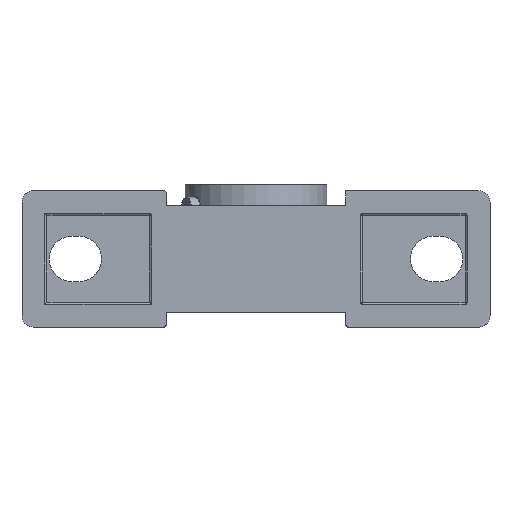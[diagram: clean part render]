
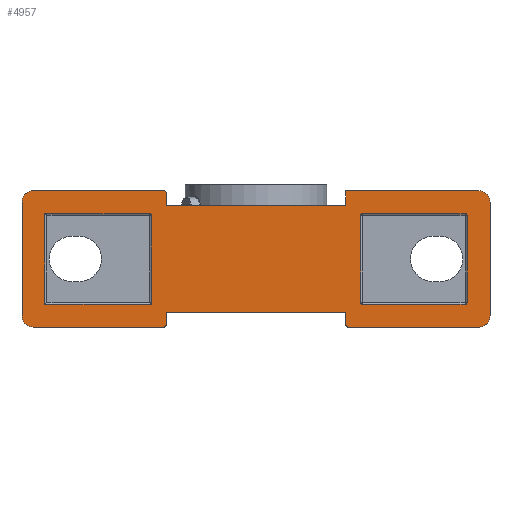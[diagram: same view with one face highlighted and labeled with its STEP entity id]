
A CAD part, front view. The second image highlights one B-rep face of the part: STEP entity #4957.
In plain terms, the highlighted planar face has unit normal (0, -1, 0).
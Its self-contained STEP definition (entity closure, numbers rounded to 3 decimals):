
#2=DIRECTION('',(0.,0.,1.));
#3=VECTOR('',#2,39.);
#4=CARTESIAN_POINT('',(-46.,-56.5,-20.));
#5=LINE('',#4,#3);
#6=DIRECTION('',(-1.,0.,0.));
#7=VECTOR('',#6,46.);
#8=CARTESIAN_POINT('',(-47.,-56.5,20.));
#9=LINE('',#8,#7);
#10=DIRECTION('',(0.,0.,-1.));
#11=VECTOR('',#10,40.);
#12=CARTESIAN_POINT('',(-93.,-56.5,20.));
#13=LINE('',#12,#11);
#14=DIRECTION('',(1.,0.,0.));
#15=VECTOR('',#14,47.);
#16=CARTESIAN_POINT('',(-93.,-56.5,-20.));
#17=LINE('',#16,#15);
#18=DIRECTION('',(0.,0.,1.));
#19=VECTOR('',#18,38.);
#20=CARTESIAN_POINT('',(93.,-56.5,-19.));
#21=LINE('',#20,#19);
#22=DIRECTION('',(-1.,0.,0.));
#23=VECTOR('',#22,45.);
#24=CARTESIAN_POINT('',(92.,-56.5,20.));
#25=LINE('',#24,#23);
#26=DIRECTION('',(0.,0.,-1.));
#27=VECTOR('',#26,38.);
#28=CARTESIAN_POINT('',(46.,-56.5,19.));
#29=LINE('',#28,#27);
#30=DIRECTION('',(1.,0.,0.));
#31=VECTOR('',#30,45.);
#32=CARTESIAN_POINT('',(47.,-56.5,-20.));
#33=LINE('',#32,#31);
#34=CARTESIAN_POINT('',(98.,-56.5,-25.));
#35=DIRECTION('',(0.,-1.,0.));
#36=DIRECTION('',(0.,0.,-1.));
#37=AXIS2_PLACEMENT_3D('',#34,#35,#36);
#39=DIRECTION('',(-1.,0.,0.));
#40=VECTOR('',#39,57.5);
#41=CARTESIAN_POINT('',(98.,-56.5,-30.));
#42=LINE('',#41,#40);
#43=CARTESIAN_POINT('',(40.5,-56.5,-29.));
#44=DIRECTION('',(0.,-1.,0.));
#45=DIRECTION('',(-1.,0.,0.));
#46=AXIS2_PLACEMENT_3D('',#43,#44,#45);
#48=DIRECTION('',(1.,0.,0.));
#49=VECTOR('',#48,79.);
#50=CARTESIAN_POINT('',(-39.5,-56.5,-23.6));
#51=LINE('',#50,#49);
#52=CARTESIAN_POINT('',(-40.5,-56.5,-29.));
#53=DIRECTION('',(0.,-1.,0.));
#54=DIRECTION('',(0.,0.,-1.));
#55=AXIS2_PLACEMENT_3D('',#52,#53,#54);
#57=DIRECTION('',(-1.,0.,0.));
#58=VECTOR('',#57,57.5);
#59=CARTESIAN_POINT('',(-40.5,-56.5,-30.));
#60=LINE('',#59,#58);
#61=CARTESIAN_POINT('',(-98.,-56.5,-25.));
#62=DIRECTION('',(0.,-1.,0.));
#63=DIRECTION('',(-1.,0.,0.));
#64=AXIS2_PLACEMENT_3D('',#61,#62,#63);
#66=DIRECTION('',(0.,0.,1.));
#67=VECTOR('',#66,50.);
#68=CARTESIAN_POINT('',(-103.,-56.5,-25.));
#69=LINE('',#68,#67);
#70=CARTESIAN_POINT('',(-98.,-56.5,25.));
#71=DIRECTION('',(0.,-1.,0.));
#72=DIRECTION('',(0.,0.,1.));
#73=AXIS2_PLACEMENT_3D('',#70,#71,#72);
#75=DIRECTION('',(1.,0.,0.));
#76=VECTOR('',#75,57.5);
#77=CARTESIAN_POINT('',(-98.,-56.5,30.));
#78=LINE('',#77,#76);
#79=CARTESIAN_POINT('',(-40.5,-56.5,29.));
#80=DIRECTION('',(0.,-1.,0.));
#81=DIRECTION('',(1.,0.,0.));
#82=AXIS2_PLACEMENT_3D('',#79,#80,#81);
#84=DIRECTION('',(-1.,0.,0.));
#85=VECTOR('',#84,79.);
#86=CARTESIAN_POINT('',(39.5,-56.5,23.6));
#87=LINE('',#86,#85);
#88=DIRECTION('',(1.,0.,0.));
#89=VECTOR('',#88,58.5);
#90=CARTESIAN_POINT('',(39.5,-56.5,30.));
#91=LINE('',#90,#89);
#92=CARTESIAN_POINT('',(98.,-56.5,25.));
#93=DIRECTION('',(0.,-1.,0.));
#94=DIRECTION('',(1.,0.,0.));
#95=AXIS2_PLACEMENT_3D('',#92,#93,#94);
#97=DIRECTION('',(0.,0.,-1.));
#98=VECTOR('',#97,50.);
#99=CARTESIAN_POINT('',(103.,-56.5,25.));
#100=LINE('',#99,#98);
#113=CARTESIAN_POINT('',(-47.,-56.5,19.));
#114=DIRECTION('',(0.,1.,0.));
#115=DIRECTION('',(0.,0.,1.));
#116=AXIS2_PLACEMENT_3D('',#113,#114,#115);
#1440=DIRECTION('',(0.,0.,-1.));
#1441=VECTOR('',#1440,6.4);
#1442=CARTESIAN_POINT('',(39.5,-56.5,30.));
#1443=LINE('',#1442,#1441);
#1452=DIRECTION('',(0.,0.,1.));
#1453=VECTOR('',#1452,5.4);
#1454=CARTESIAN_POINT('',(-39.5,-56.5,23.6));
#1455=LINE('',#1454,#1453);
#1620=DIRECTION('',(0.,0.,-1.));
#1621=VECTOR('',#1620,5.4);
#1622=CARTESIAN_POINT('',(39.5,-56.5,-23.6));
#1623=LINE('',#1622,#1621);
#2021=DIRECTION('',(0.,0.,1.));
#2022=VECTOR('',#2021,5.4);
#2023=CARTESIAN_POINT('',(-39.5,-56.5,-29.));
#2024=LINE('',#2023,#2022);
#3658=CARTESIAN_POINT('',(47.,-56.5,-19.));
#3659=DIRECTION('',(0.,1.,0.));
#3660=DIRECTION('',(0.,0.,-1.));
#3661=AXIS2_PLACEMENT_3D('',#3658,#3659,#3660);
#3675=CARTESIAN_POINT('',(47.,-56.5,19.));
#3676=DIRECTION('',(0.,1.,0.));
#3677=DIRECTION('',(-1.,0.,0.));
#3678=AXIS2_PLACEMENT_3D('',#3675,#3676,#3677);
#3692=CARTESIAN_POINT('',(92.,-56.5,19.));
#3693=DIRECTION('',(0.,1.,0.));
#3694=DIRECTION('',(0.,0.,1.));
#3695=AXIS2_PLACEMENT_3D('',#3692,#3693,#3694);
#3709=CARTESIAN_POINT('',(92.,-56.5,-19.));
#3710=DIRECTION('',(0.,1.,0.));
#3711=DIRECTION('',(1.,0.,0.));
#3712=AXIS2_PLACEMENT_3D('',#3709,#3710,#3711);
#3782=CARTESIAN_POINT('',(-39.5,-56.5,-23.6));
#3783=CARTESIAN_POINT('',(39.5,-56.5,-23.6));
#3784=VERTEX_POINT('',#3782);
#3785=VERTEX_POINT('',#3783);
#3786=CARTESIAN_POINT('',(39.5,-56.5,23.6));
#3787=CARTESIAN_POINT('',(-39.5,-56.5,23.6));
#3788=VERTEX_POINT('',#3786);
#3789=VERTEX_POINT('',#3787);
#3802=CARTESIAN_POINT('',(39.5,-56.5,30.));
#3803=VERTEX_POINT('',#3802);
#3848=CARTESIAN_POINT('',(-93.,-56.5,20.));
#3849=CARTESIAN_POINT('',(-93.,-56.5,-20.));
#3850=VERTEX_POINT('',#3848);
#3851=VERTEX_POINT('',#3849);
#3852=CARTESIAN_POINT('',(-46.,-56.5,-20.));
#3853=VERTEX_POINT('',#3852);
#3874=CARTESIAN_POINT('',(-40.5,-56.5,-30.));
#3875=CARTESIAN_POINT('',(-39.5,-56.5,-29.));
#3876=VERTEX_POINT('',#3874);
#3877=VERTEX_POINT('',#3875);
#3897=CARTESIAN_POINT('',(-39.5,-56.5,29.));
#3898=CARTESIAN_POINT('',(-40.5,-56.5,30.));
#3899=VERTEX_POINT('',#3897);
#3900=VERTEX_POINT('',#3898);
#3903=CARTESIAN_POINT('',(39.5,-56.5,-29.));
#3904=CARTESIAN_POINT('',(40.5,-56.5,-30.));
#3905=VERTEX_POINT('',#3903);
#3906=VERTEX_POINT('',#3904);
#3952=CARTESIAN_POINT('',(-46.,-56.5,19.));
#3954=VERTEX_POINT('',#3952);
#3956=CARTESIAN_POINT('',(-47.,-56.5,20.));
#3957=VERTEX_POINT('',#3956);
#3966=CARTESIAN_POINT('',(93.,-56.5,19.));
#3968=VERTEX_POINT('',#3966);
#3970=CARTESIAN_POINT('',(92.,-56.5,20.));
#3972=VERTEX_POINT('',#3970);
#3974=CARTESIAN_POINT('',(46.,-56.5,-19.));
#3976=VERTEX_POINT('',#3974);
#3978=CARTESIAN_POINT('',(47.,-56.5,-20.));
#3980=VERTEX_POINT('',#3978);
#3988=CARTESIAN_POINT('',(92.,-56.5,-20.));
#3989=VERTEX_POINT('',#3988);
#3990=CARTESIAN_POINT('',(93.,-56.5,-19.));
#3992=VERTEX_POINT('',#3990);
#4000=CARTESIAN_POINT('',(47.,-56.5,20.));
#4001=VERTEX_POINT('',#4000);
#4002=CARTESIAN_POINT('',(46.,-56.5,19.));
#4004=VERTEX_POINT('',#4002);
#4006=CARTESIAN_POINT('',(98.,-56.5,-30.));
#4007=CARTESIAN_POINT('',(103.,-56.5,-25.));
#4008=VERTEX_POINT('',#4006);
#4009=VERTEX_POINT('',#4007);
#4017=CARTESIAN_POINT('',(103.,-56.5,25.));
#4018=CARTESIAN_POINT('',(98.,-56.5,30.));
#4019=VERTEX_POINT('',#4017);
#4020=VERTEX_POINT('',#4018);
#4028=CARTESIAN_POINT('',(-103.,-56.5,-25.));
#4029=CARTESIAN_POINT('',(-98.,-56.5,-30.));
#4030=VERTEX_POINT('',#4028);
#4031=VERTEX_POINT('',#4029);
#4043=CARTESIAN_POINT('',(-103.,-56.5,25.));
#4044=VERTEX_POINT('',#4043);
#4045=CARTESIAN_POINT('',(-98.,-56.5,30.));
#4046=VERTEX_POINT('',#4045);
#4882=CARTESIAN_POINT('',(0.,-56.5,0.));
#4883=DIRECTION('',(0.,1.,0.));
#4884=DIRECTION('',(1.,0.,0.));
#4885=AXIS2_PLACEMENT_3D('',#4882,#4883,#4884);
#4886=PLANE('',#4885);
#4888=ORIENTED_EDGE('',*,*,#4887,.F.);
#4890=ORIENTED_EDGE('',*,*,#4889,.T.);
#4892=ORIENTED_EDGE('',*,*,#4891,.F.);
#4894=ORIENTED_EDGE('',*,*,#4893,.F.);
#4896=ORIENTED_EDGE('',*,*,#4895,.F.);
#4898=ORIENTED_EDGE('',*,*,#4897,.F.);
#4900=ORIENTED_EDGE('',*,*,#4899,.F.);
#4902=ORIENTED_EDGE('',*,*,#4901,.T.);
#4904=ORIENTED_EDGE('',*,*,#4903,.F.);
#4906=ORIENTED_EDGE('',*,*,#4905,.T.);
#4908=ORIENTED_EDGE('',*,*,#4907,.F.);
#4910=ORIENTED_EDGE('',*,*,#4909,.T.);
#4912=ORIENTED_EDGE('',*,*,#4911,.F.);
#4914=ORIENTED_EDGE('',*,*,#4913,.F.);
#4916=ORIENTED_EDGE('',*,*,#4915,.F.);
#4918=ORIENTED_EDGE('',*,*,#4917,.F.);
#4920=ORIENTED_EDGE('',*,*,#4919,.T.);
#4922=ORIENTED_EDGE('',*,*,#4921,.F.);
#4924=ORIENTED_EDGE('',*,*,#4923,.T.);
#4925=EDGE_LOOP('',(#4888,#4890,#4892,#4894,#4896,#4898,#4900,#4902,#4904,#4906,
#4908,#4910,#4912,#4914,#4916,#4918,#4920,#4922,#4924));
#4926=FACE_OUTER_BOUND('',#4925,.F.);
#4928=ORIENTED_EDGE('',*,*,#4927,.T.);
#4930=ORIENTED_EDGE('',*,*,#4929,.F.);
#4932=ORIENTED_EDGE('',*,*,#4931,.T.);
#4934=ORIENTED_EDGE('',*,*,#4933,.F.);
#4936=ORIENTED_EDGE('',*,*,#4935,.T.);
#4938=ORIENTED_EDGE('',*,*,#4937,.F.);
#4940=ORIENTED_EDGE('',*,*,#4939,.T.);
#4942=ORIENTED_EDGE('',*,*,#4941,.F.);
#4943=EDGE_LOOP('',(#4928,#4930,#4932,#4934,#4936,#4938,#4940,#4942));
#4944=FACE_BOUND('',#4943,.F.);
#4946=ORIENTED_EDGE('',*,*,#4945,.T.);
#4948=ORIENTED_EDGE('',*,*,#4947,.F.);
#4950=ORIENTED_EDGE('',*,*,#4949,.T.);
#4952=ORIENTED_EDGE('',*,*,#4951,.T.);
#4954=ORIENTED_EDGE('',*,*,#4953,.T.);
#4955=EDGE_LOOP('',(#4946,#4948,#4950,#4952,#4954));
#4956=FACE_BOUND('',#4955,.F.);
#4957=ADVANCED_FACE('',(#4926,#4944,#4956),#4886,.F.);
#38=CIRCLE('',#37,5.);
#47=CIRCLE('',#46,1.);
#56=CIRCLE('',#55,1.);
#65=CIRCLE('',#64,5.);
#74=CIRCLE('',#73,5.);
#83=CIRCLE('',#82,1.);
#96=CIRCLE('',#95,5.);
#117=CIRCLE('',#116,1.);
#3662=CIRCLE('',#3661,1.);
#3679=CIRCLE('',#3678,1.);
#3696=CIRCLE('',#3695,1.);
#3713=CIRCLE('',#3712,1.);
#4887=EDGE_CURVE('',#4008,#4009,#38,.T.);
#4889=EDGE_CURVE('',#4008,#3906,#42,.T.);
#4891=EDGE_CURVE('',#3905,#3906,#47,.T.);
#4893=EDGE_CURVE('',#3785,#3905,#1623,.T.);
#4895=EDGE_CURVE('',#3784,#3785,#51,.T.);
#4897=EDGE_CURVE('',#3877,#3784,#2024,.T.);
#4899=EDGE_CURVE('',#3876,#3877,#56,.T.);
#4901=EDGE_CURVE('',#3876,#4031,#60,.T.);
#4903=EDGE_CURVE('',#4030,#4031,#65,.T.);
#4905=EDGE_CURVE('',#4030,#4044,#69,.T.);
#4907=EDGE_CURVE('',#4046,#4044,#74,.T.);
#4909=EDGE_CURVE('',#4046,#3900,#78,.T.);
#4911=EDGE_CURVE('',#3899,#3900,#83,.T.);
#4913=EDGE_CURVE('',#3789,#3899,#1455,.T.);
#4915=EDGE_CURVE('',#3788,#3789,#87,.T.);
#4917=EDGE_CURVE('',#3803,#3788,#1443,.T.);
#4919=EDGE_CURVE('',#3803,#4020,#91,.T.);
#4921=EDGE_CURVE('',#4019,#4020,#96,.T.);
#4923=EDGE_CURVE('',#4019,#4009,#100,.T.);
#4927=EDGE_CURVE('',#3992,#3968,#21,.T.);
#4929=EDGE_CURVE('',#3972,#3968,#3696,.T.);
#4931=EDGE_CURVE('',#3972,#4001,#25,.T.);
#4933=EDGE_CURVE('',#4004,#4001,#3679,.T.);
#4935=EDGE_CURVE('',#4004,#3976,#29,.T.);
#4937=EDGE_CURVE('',#3980,#3976,#3662,.T.);
#4939=EDGE_CURVE('',#3980,#3989,#33,.T.);
#4941=EDGE_CURVE('',#3992,#3989,#3713,.T.);
#4945=EDGE_CURVE('',#3853,#3954,#5,.T.);
#4947=EDGE_CURVE('',#3957,#3954,#117,.T.);
#4949=EDGE_CURVE('',#3957,#3850,#9,.T.);
#4951=EDGE_CURVE('',#3850,#3851,#13,.T.);
#4953=EDGE_CURVE('',#3851,#3853,#17,.T.);
